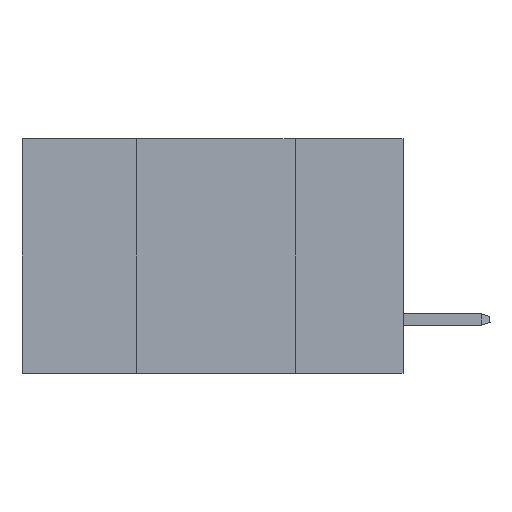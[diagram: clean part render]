
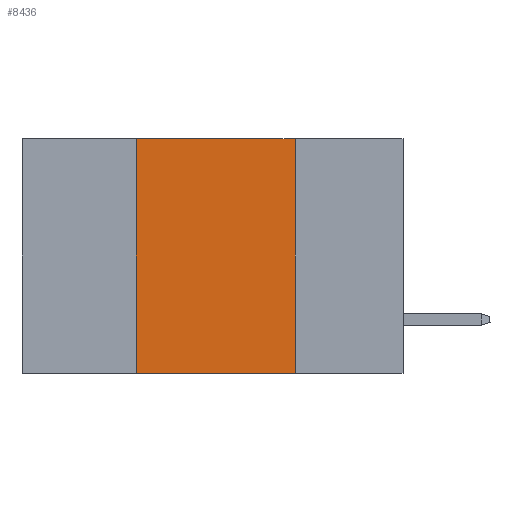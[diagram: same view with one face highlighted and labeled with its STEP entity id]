
A CAD part, left-side view. The second image highlights one B-rep face of the part: STEP entity #8436.
In plain terms, the highlighted planar face has unit normal (-1, 0, 0).
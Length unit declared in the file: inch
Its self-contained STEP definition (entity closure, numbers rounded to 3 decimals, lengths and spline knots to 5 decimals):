
#737 = LINE ( 'NONE', #17649, #7581 ) ;
#821 = FACE_OUTER_BOUND ( 'NONE', #5513, .T. ) ;
#919 = VECTOR ( 'NONE', #23512, 39.37008 ) ;
#2287 = LINE ( 'NONE', #19063, #18905 ) ;
#3244 = EDGE_CURVE ( 'NONE', #17599, #11876, #737, .T. ) ;
#3829 = DIRECTION ( 'NONE',  ( 0., 0., 1. ) ) ;
#4371 = DIRECTION ( 'NONE',  ( 0., -1., 0. ) ) ;
#5513 = EDGE_LOOP ( 'NONE', ( #13477, #17244, #9342, #25641 ) ) ;
#6394 = CARTESIAN_POINT ( 'NONE',  ( 0., 0.17, 0. ) ) ;
#7272 = CARTESIAN_POINT ( 'NONE',  ( 0., 0.17, -0.37 ) ) ;
#7581 = VECTOR ( 'NONE', #26137, 39.37008 ) ;
#7858 = EDGE_CURVE ( 'NONE', #10834, #26376, #20481, .T. ) ;
#8436 = ADVANCED_FACE ( 'NONE', ( #821 ), #16042, .F. ) ;
#9342 = ORIENTED_EDGE ( 'NONE', *, *, #7858, .F. ) ;
#9939 = VECTOR ( 'NONE', #3829, 39.37008 ) ;
#10338 = AXIS2_PLACEMENT_3D ( 'NONE', #24567, #24707, #26777 ) ;
#10834 = VERTEX_POINT ( 'NONE', #25454 ) ;
#11876 = VERTEX_POINT ( 'NONE', #7272 ) ;
#12072 = EDGE_CURVE ( 'NONE', #10834, #11876, #19593, .T. ) ;
#13477 = ORIENTED_EDGE ( 'NONE', *, *, #3244, .F. ) ;
#14593 = CARTESIAN_POINT ( 'NONE',  ( 0., 0.42, 0. ) ) ;
#16042 = PLANE ( 'NONE',  #10338 ) ;
#17233 = CARTESIAN_POINT ( 'NONE',  ( 0., 0.6, -0.37 ) ) ;
#17244 = ORIENTED_EDGE ( 'NONE', *, *, #24764, .F. ) ;
#17599 = VERTEX_POINT ( 'NONE', #6394 ) ;
#17649 = CARTESIAN_POINT ( 'NONE',  ( 0., 0.17, 0. ) ) ;
#18905 = VECTOR ( 'NONE', #4371, 39.37008 ) ;
#19063 = CARTESIAN_POINT ( 'NONE',  ( 0., 0.6, 0. ) ) ;
#19593 = LINE ( 'NONE', #17233, #919 ) ;
#20481 = LINE ( 'NONE', #14593, #9939 ) ;
#23512 = DIRECTION ( 'NONE',  ( 0., -1., 0. ) ) ;
#24567 = CARTESIAN_POINT ( 'NONE',  ( 0., 0.6, 0. ) ) ;
#24707 = DIRECTION ( 'NONE',  ( 1., 0., 0. ) ) ;
#24764 = EDGE_CURVE ( 'NONE', #26376, #17599, #2287, .T. ) ;
#24779 = CARTESIAN_POINT ( 'NONE',  ( 0., 0.42, 0. ) ) ;
#25454 = CARTESIAN_POINT ( 'NONE',  ( 0., 0.42, -0.37 ) ) ;
#25641 = ORIENTED_EDGE ( 'NONE', *, *, #12072, .T. ) ;
#26137 = DIRECTION ( 'NONE',  ( 0., 0., -1. ) ) ;
#26376 = VERTEX_POINT ( 'NONE', #24779 ) ;
#26777 = DIRECTION ( 'NONE',  ( 0., 0., -1. ) ) ;
